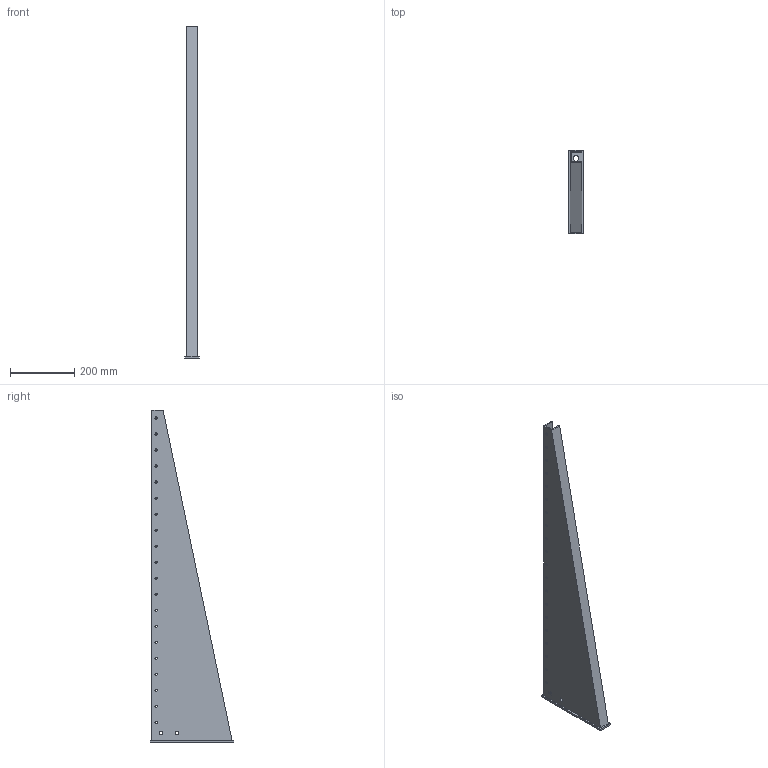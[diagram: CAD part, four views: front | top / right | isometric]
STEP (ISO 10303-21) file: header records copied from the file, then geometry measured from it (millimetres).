
FILE_DESCRIPTION (( 'STEP AP214' ), '1' );
FILE_NAME ('岓臍 192.11.00-08.STEP', '2023-06-15T12:01:04', ( '' ), ( '' ), 'SwSTEP 2.0', 'SolidWorks 2022', '' );
FILE_SCHEMA (( 'AUTOMOTIVE_DESIGN' ));
Length unit declared in the file: millimetre
Products named in the file (1): КИВА 192.11.00-08
Bounding box: 45 x 260 x 1036 mm (x, y, z)
Volume: 689640.5 mm3; surface area: 454510.7 mm2
Topology: 1 solids, 1 shells, 166 faces, 489 edges, 326 vertices
Faces by surface type: cylinder 101, plane 65
Entity records: 5821 total; most frequent: DIRECTION 1025, CARTESIAN_POINT 982, ORIENTED_EDGE 978, EDGE_CURVE 489, AXIS2_PLACEMENT_3D 369, VERTEX_POINT 326, VECTOR 287, LINE 287
